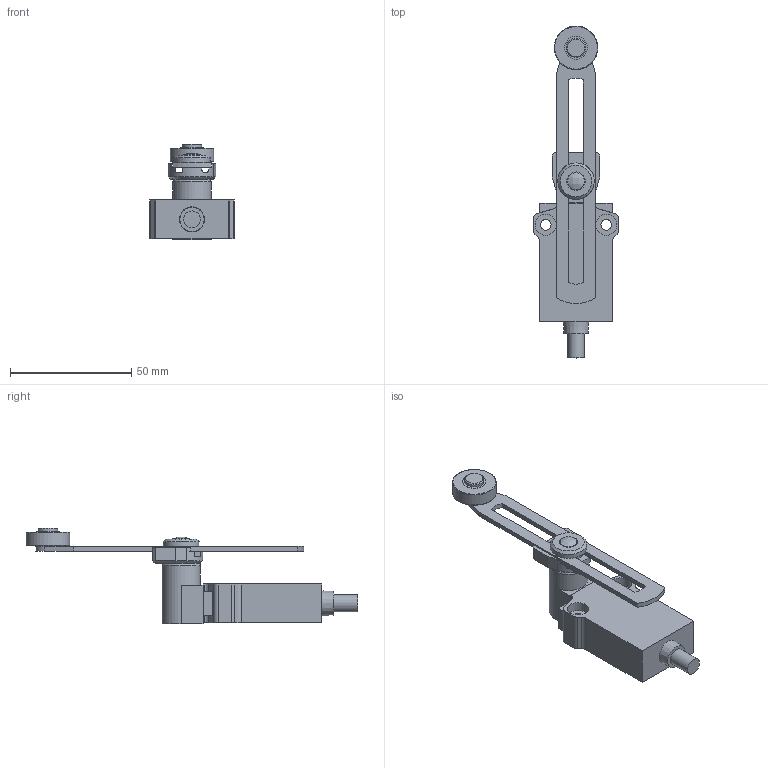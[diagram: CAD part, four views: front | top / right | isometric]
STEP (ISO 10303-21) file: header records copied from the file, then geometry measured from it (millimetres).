
FILE_DESCRIPTION (( 'STEP AP214' ), '1' );
FILE_NAME ('AEP2G51Z22-1.STEP', '2023-06-27T10:37:52', ( '' ), ( '' ), 'SwSTEP 2.0', 'SolidWorks 2021', '' );
FILE_SCHEMA (( 'AUTOMOTIVE_DESIGN' ));
Length unit declared in the file: inch
Products named in the file (1): AEP2G51Z22-1
Bounding box: 35 x 136.9 x 39.6 mm (x, y, z)
Volume: 34221.5 mm3; surface area: 13993.9 mm2
Topology: 1 solids, 3 shells, 151 faces, 383 edges, 248 vertices
Faces by surface type: plane 100, cylinder 43, cone 4, bspline 4
Full cylindrical faces by diameter (mm): 4.4 x2, 5 x1, 6 x2, 7 x2, 7.6 x1, 8 x1, 8.7 x4, 9.5 x2, 11 x1, 15 x1, 15.8 x1, 18 x1
Entity records: 6471 total; most frequent: CARTESIAN_POINT 879, DIRECTION 746, ORIENTED_EDGE 702, EDGE_CURVE 351, AXIS2_PLACEMENT_3D 251, LINE 244, VECTOR 244, VERTEX_POINT 241
